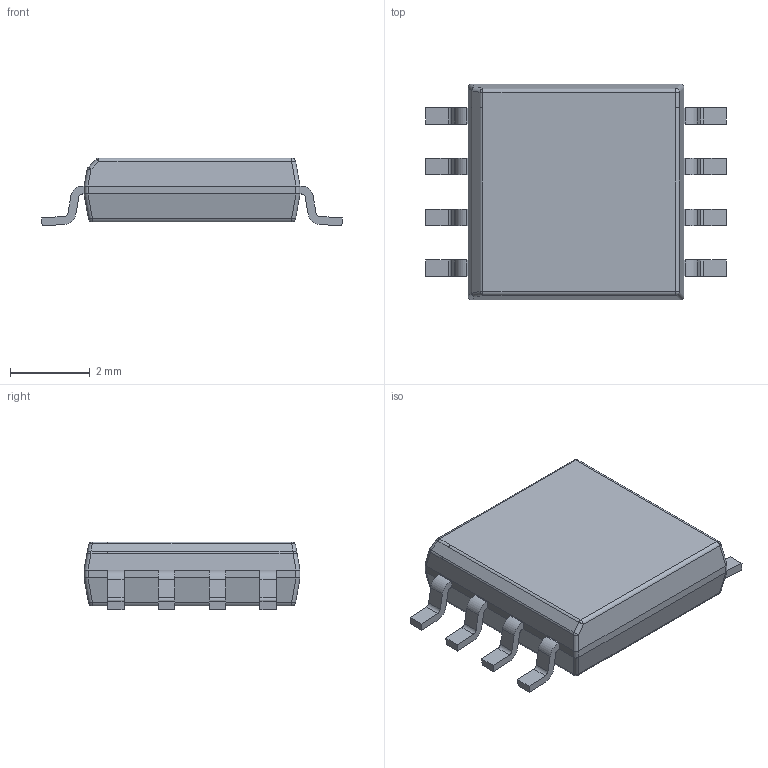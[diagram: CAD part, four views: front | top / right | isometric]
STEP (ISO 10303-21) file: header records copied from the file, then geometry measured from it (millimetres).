
FILE_DESCRIPTION(/* description */ (''),/* implementation_level */ '2;1');
FILE_NAME(/* name */ 'SOIC8 (IS25LP128-JBLE-TR).step',/* time_stamp */ '2026-01-27T18:07:18-08:00',/* author */ (''),/* organization */ (''),/* preprocessor_version */ 'ST-DEVELOPER v20.1',/* originating_system */ 'Autodesk Translation Framework v14.21.0.0',/* authorisation */ '');
FILE_SCHEMA (('AUTOMOTIVE_DESIGN { 1 0 10303 214 3 1 1 }'));
Length unit declared in the file: millimetre
Products named in the file (3): DDA0008E_ASM; BODY-SO; LEAD-SO
Assembly tree (9 placements, depth 2):
  DDA0008E_ASM
    BODY-SO
    LEAD-SO  x8
Bounding box: 7.53 x 5.4 x 1.7 mm (x, y, z)
Volume: 45.6 mm3; surface area: 102.3 mm2
Topology: 9 solids, 9 shells, 173 faces, 419 edges, 264 vertices
Faces by surface type: plane 103, cylinder 60, sphere 10
Entity records: 2203 total; most frequent: DIRECTION 416, CARTESIAN_POINT 350, ORIENTED_EDGE 334, EDGE_CURVE 167, AXIS2_PLACEMENT_3D 162, VERTEX_POINT 96, LINE 92, VECTOR 92
